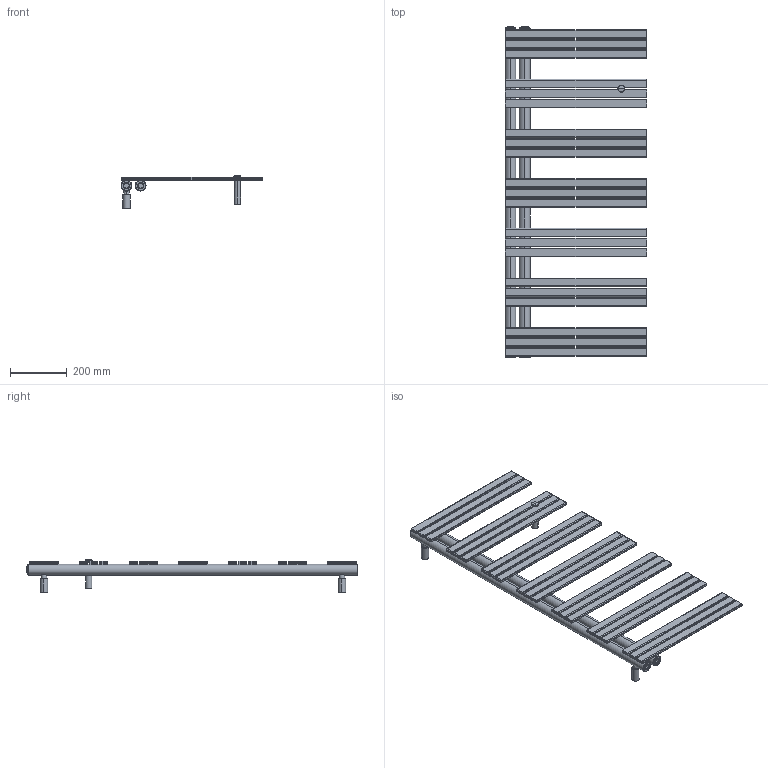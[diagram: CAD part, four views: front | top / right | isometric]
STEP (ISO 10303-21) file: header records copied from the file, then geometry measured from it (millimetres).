
FILE_DESCRIPTION((''),'2;1');
FILE_NAME('3551730130101_3D_SITO_ASM','2022-11-02T17:44:21',('PC132'),(''),'CREO PARAMETRIC BY PTC INC, 2022124','CREO PARAMETRIC BY PTC INC, 2022124','');
FILE_SCHEMA(('AUTOMOTIVE_DESIGN { 1 0 10303 214 1 1 1 1 }'));
Length unit declared in the file: millimetre
Products named in the file (4): 3551730130101_3D_SITO; 1041001240010; BOTT_GIUNTO_KELLY_RAD50X10; 3551730130101_3D_SITO_ASM
Assembly tree (4 placements, depth 2):
  3551730130101_3D_SITO_ASM
    3551730130101_3D_SITO
    1041001240010  x2
    BOTT_GIUNTO_KELLY_RAD50X10
Bounding box: 500 x 1169.6 x 115.5 mm (x, y, z)
Volume: 5831073.7 mm3; surface area: 1116496.8 mm2
Topology: 27 solids, 28 shells, 748 faces, 1632 edges, 946 vertices
Faces by surface type: cylinder 312, plane 208, bspline 174, torus 34, cone 14, sphere 6
Entity records: 29843 total; most frequent: CARTESIAN_POINT 6589, DIRECTION 3601, ORIENTED_EDGE 3002, PRESENTATION_STYLE_ASSIGNMENT 1635, STYLED_ITEM 1631, CURVE_STYLE 1605, EDGE_CURVE 1503, AXIS2_PLACEMENT_3D 1435
